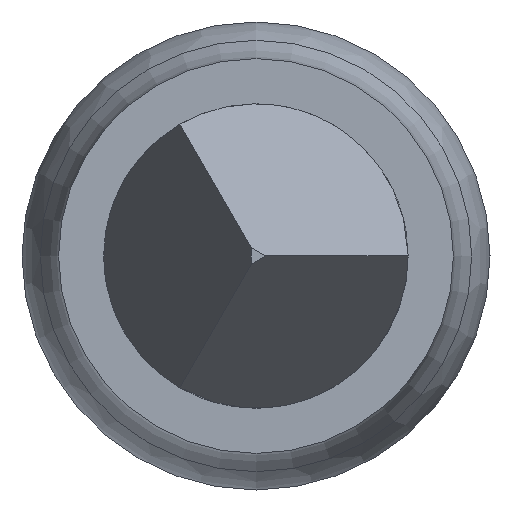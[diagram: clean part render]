
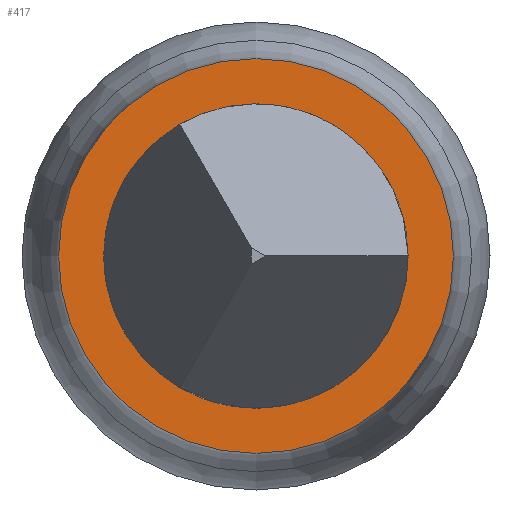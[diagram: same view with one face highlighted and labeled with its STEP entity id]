
A CAD part, left-side view. The second image highlights one B-rep face of the part: STEP entity #417.
In plain terms, the highlighted planar face has unit normal (-1, 0, 0).
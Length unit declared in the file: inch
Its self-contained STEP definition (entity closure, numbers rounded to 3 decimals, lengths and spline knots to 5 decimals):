
#40 = DIRECTION ( 'NONE',  ( 0., 0., -1. ) ) ;
#42 = DIRECTION ( 'NONE',  ( 1., 0., 0. ) ) ;
#46 = CIRCLE ( 'NONE', #590, 0.0079 ) ;
#85 = AXIS2_PLACEMENT_3D ( 'NONE', #312, #424, #40 ) ;
#115 = DIRECTION ( 'NONE',  ( 0., 0., 1. ) ) ;
#117 = VERTEX_POINT ( 'NONE', #234 ) ;
#166 = DIRECTION ( 'NONE',  ( 0., 0., -1. ) ) ;
#205 = CARTESIAN_POINT ( 'NONE',  ( 0., -0.0125, 0. ) ) ;
#231 = EDGE_LOOP ( 'NONE', ( #727 ) ) ;
#234 = CARTESIAN_POINT ( 'NONE',  ( 0., 0., -0.01025 ) ) ;
#274 = EDGE_CURVE ( 'NONE', #117, #117, #625, .T. ) ;
#312 = CARTESIAN_POINT ( 'NONE',  ( 0., 0., 0. ) ) ;
#341 = EDGE_LOOP ( 'NONE', ( #485 ) ) ;
#344 = CARTESIAN_POINT ( 'NONE',  ( 0., 0., 0. ) ) ;
#375 = FACE_OUTER_BOUND ( 'NONE', #341, .T. ) ;
#390 = AXIS2_PLACEMENT_3D ( 'NONE', #205, #42, #115 ) ;
#417 = ADVANCED_FACE ( 'NONE', ( #595, #375 ), #558, .F. ) ;
#424 = DIRECTION ( 'NONE',  ( -1., 0., 0. ) ) ;
#480 = EDGE_CURVE ( 'NONE', #537, #537, #46, .T. ) ;
#485 = ORIENTED_EDGE ( 'NONE', *, *, #274, .T. ) ;
#537 = VERTEX_POINT ( 'NONE', #583 ) ;
#558 = PLANE ( 'NONE',  #390 ) ;
#583 = CARTESIAN_POINT ( 'NONE',  ( 0., 0., -0.0079 ) ) ;
#590 = AXIS2_PLACEMENT_3D ( 'NONE', #344, #672, #166 ) ;
#595 = FACE_BOUND ( 'NONE', #231, .T. ) ;
#625 = CIRCLE ( 'NONE', #85, 0.01025 ) ;
#672 = DIRECTION ( 'NONE',  ( -1., 0., 0. ) ) ;
#727 = ORIENTED_EDGE ( 'NONE', *, *, #480, .F. ) ;
